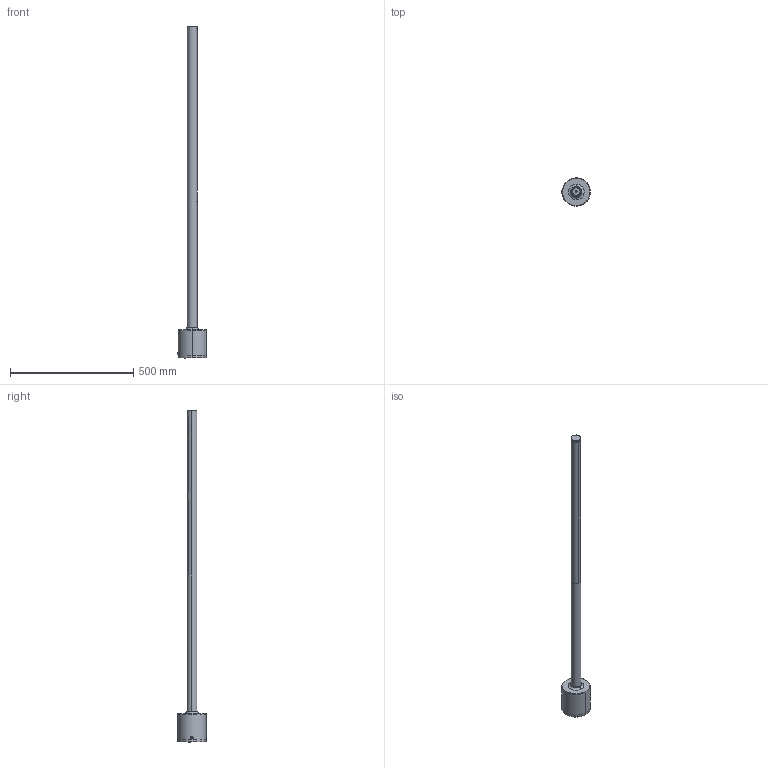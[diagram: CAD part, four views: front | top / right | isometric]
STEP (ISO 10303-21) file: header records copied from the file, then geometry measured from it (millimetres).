
FILE_DESCRIPTION (( 'STEP AP214' ), '1' );
FILE_NAME ('Assem Arevik stand V2.STEP', '2019-02-20T12:51:26', ( '' ), ( '' ), 'SwSTEP 2.0', 'SolidWorks 2018', '' );
FILE_SCHEMA (( 'AUTOMOTIVE_DESIGN' ));
Length unit declared in the file: millimetre
Products named in the file (1): Assem Arevik stand V2
Bounding box: 117.27 x 115 x 1347.29 mm (x, y, z)
Volume: 1018086.3 mm3; surface area: 499364.5 mm2
Topology: 10 solids, 10 shells, 506 faces, 1362 edges, 889 vertices
Faces by surface type: cylinder 389, plane 63, torus 26, bspline 20, cone 8
Entity records: 50182 total; most frequent: CARTESIAN_POINT 33589, ORIENTED_EDGE 2724, DIRECTION 1900, EDGE_CURVE 1362, VERTEX_POINT 889, AXIS2_PLACEMENT_3D 714, EDGE_LOOP 543, UNCERTAINTY_MEASURE_WITH_UNIT 518
